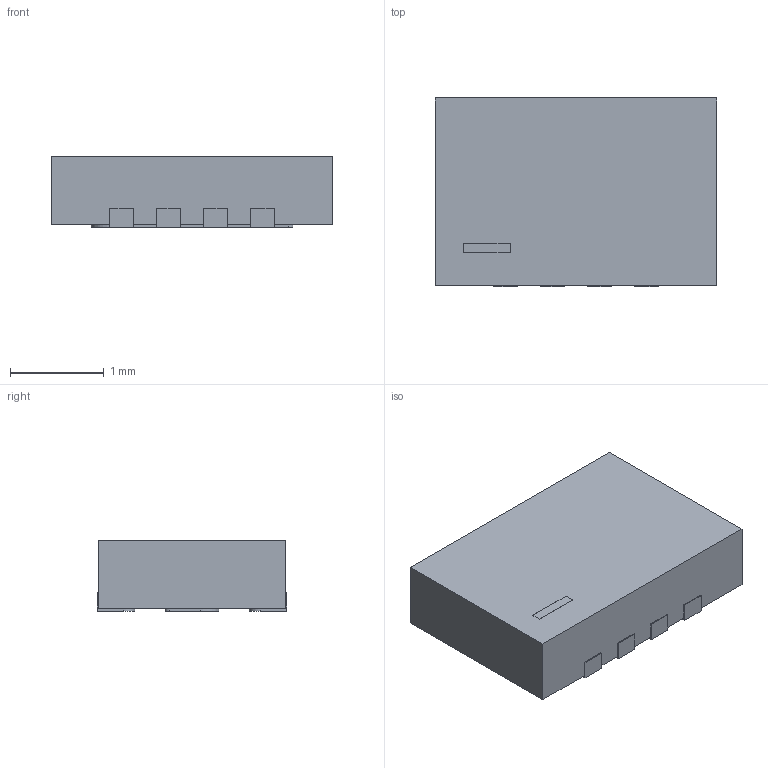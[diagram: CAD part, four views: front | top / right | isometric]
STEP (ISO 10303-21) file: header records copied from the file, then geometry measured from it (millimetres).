
FILE_DESCRIPTION (( 'STEP AP214' ), '1' );
FILE_NAME ('User Library-DFN-8 DDB.STEP', '2014-10-16T17:15:10', ( 'Windows User' ), ( '' ), 'SwSTEP 2.0', 'SolidWorks 2014', '' );
FILE_SCHEMA (( 'AUTOMOTIVE_DESIGN' ));
Length unit declared in the file: millimetre
Products named in the file (1): User Library-DFN-8 DDB
Bounding box: 3 x 2.02 x 0.75 mm (x, y, z)
Volume: 4.4 mm3; surface area: 19.7 mm2
Topology: 1 solids, 1 shells, 84 faces, 240 edges, 160 vertices
Faces by surface type: plane 64, cylinder 20
Entity records: 3682 total; most frequent: CARTESIAN_POINT 485, ORIENTED_EDGE 480, DIRECTION 450, EDGE_CURVE 240, LINE 200, VECTOR 200, VERTEX_POINT 160, AXIS2_PLACEMENT_3D 125
